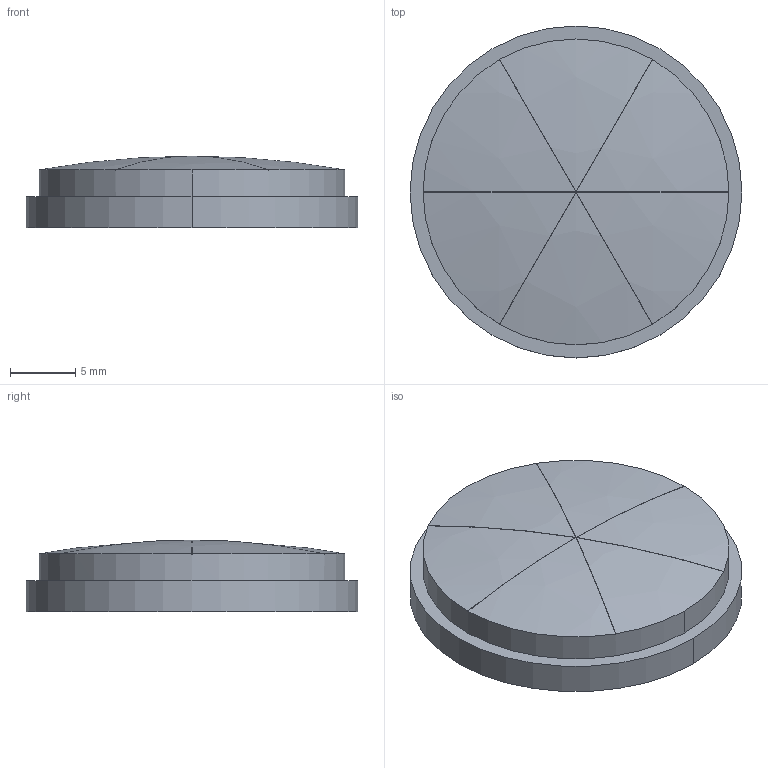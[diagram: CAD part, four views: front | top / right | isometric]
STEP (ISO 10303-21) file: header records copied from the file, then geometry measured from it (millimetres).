
FILE_DESCRIPTION(('STEP AP242'),'1');
FILE_NAME('reflector_xuzc21.stp','2021-06-12T07:58:55',('TraceParts'),('TraceParts S.A.'),'Spatial InterOp 3D',' ',' ');
FILE_SCHEMA(('AP242_MANAGED_MODEL_BASED_3D_ENGINEERING_MIM_LF {1 0 10303 442 1 1 4}'));
Length unit declared in the file: millimetre
Products named in the file (1): reflector_xuzc21
Bounding box: 25.5 x 25.5 x 5.5 mm (x, y, z)
Volume: 2341 mm3; surface area: 1474.1 mm2
Topology: 1 solids, 1 shells, 25 faces, 66 edges, 44 vertices
Faces by surface type: plane 15, sphere 6, cylinder 4
Entity records: 807 total; most frequent: DIRECTION 150, CARTESIAN_POINT 136, ORIENTED_EDGE 132, EDGE_CURVE 66, AXIS2_PLACEMENT_3D 58, VERTEX_POINT 44, LINE 34, VECTOR 34
